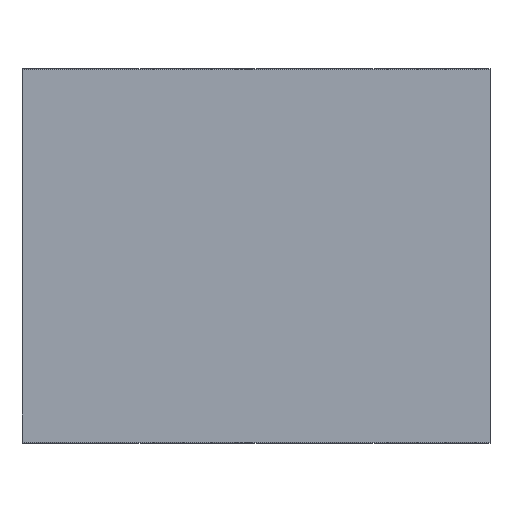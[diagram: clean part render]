
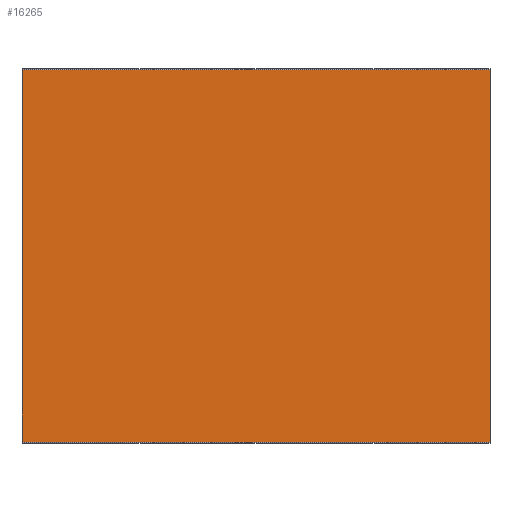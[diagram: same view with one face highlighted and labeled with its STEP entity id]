
A CAD part, top view. The second image highlights one B-rep face of the part: STEP entity #16265.
In plain terms, the highlighted face is planar.
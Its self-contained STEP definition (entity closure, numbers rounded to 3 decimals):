
#15914=DIRECTION('',(1.,0.,0.));
#15915=VECTOR('',#15914,79.6);
#15916=CARTESIAN_POINT('',(-39.8,1.6,50.));
#15917=LINE('',#15916,#15915);
#15922=DIRECTION('',(1.,0.,0.));
#15923=VECTOR('',#15922,79.6);
#15924=CARTESIAN_POINT('',(-39.8,1.6,-50.));
#15925=LINE('',#15924,#15923);
#15926=DIRECTION('',(0.,0.,1.));
#15927=VECTOR('',#15926,100.);
#15928=CARTESIAN_POINT('',(39.8,1.6,-50.));
#15929=LINE('',#15928,#15927);
#15934=DIRECTION('',(0.,0.,1.));
#15935=VECTOR('',#15934,100.);
#15936=CARTESIAN_POINT('',(-39.8,1.6,-50.));
#15937=LINE('',#15936,#15935);
#16098=CARTESIAN_POINT('',(39.8,1.6,-50.));
#16099=CARTESIAN_POINT('',(39.8,1.6,50.));
#16100=VERTEX_POINT('',#16098);
#16101=VERTEX_POINT('',#16099);
#16102=CARTESIAN_POINT('',(-39.8,1.6,-50.));
#16103=CARTESIAN_POINT('',(-39.8,1.6,50.));
#16104=VERTEX_POINT('',#16102);
#16105=VERTEX_POINT('',#16103);
#16253=CARTESIAN_POINT('',(-38.,1.6,-50.));
#16254=DIRECTION('',(0.,1.,0.));
#16255=DIRECTION('',(-1.,0.,0.));
#16256=AXIS2_PLACEMENT_3D('',#16253,#16254,#16255);
#16257=PLANE('',#16256);
#16258=ORIENTED_EDGE('',*,*,#16235,.F.);
#16260=ORIENTED_EDGE('',*,*,#16259,.F.);
#16261=ORIENTED_EDGE('',*,*,#16139,.T.);
#16262=ORIENTED_EDGE('',*,*,#16248,.T.);
#16263=EDGE_LOOP('',(#16258,#16260,#16261,#16262));
#16264=FACE_OUTER_BOUND('',#16263,.F.);
#16139=EDGE_CURVE('',#16104,#16100,#15925,.T.);
#16235=EDGE_CURVE('',#16105,#16101,#15917,.T.);
#16248=EDGE_CURVE('',#16100,#16101,#15929,.T.);
#16259=EDGE_CURVE('',#16104,#16105,#15937,.T.);
#16265=ADVANCED_FACE('',(#16264),#16257,.T.);
